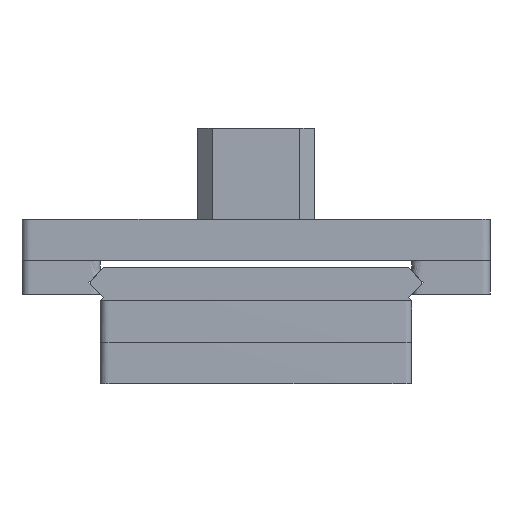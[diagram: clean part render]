
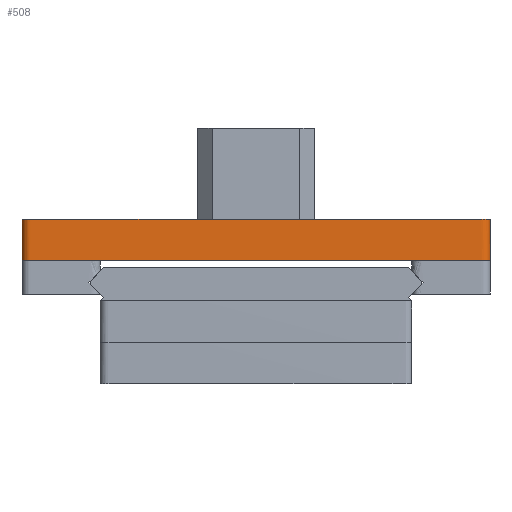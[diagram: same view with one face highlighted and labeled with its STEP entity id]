
A CAD part, front view. The second image highlights one B-rep face of the part: STEP entity #508.
In plain terms, the highlighted free-form (B-spline) face has degree [2, 1] with [9, 2] control points.
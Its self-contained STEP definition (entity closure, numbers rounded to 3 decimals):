
#508=ADVANCED_FACE('',(#1227),#7835,.T.);
#1227=FACE_OUTER_BOUND('',#1941,.T.);
#1941=EDGE_LOOP('',(#4199,#4200,#4201,#4202));
#4199=ORIENTED_EDGE('',*,*,#5408,.F.);
#4200=ORIENTED_EDGE('',*,*,#5406,.T.);
#4201=ORIENTED_EDGE('',*,*,#5449,.F.);
#4202=ORIENTED_EDGE('',*,*,#5448,.F.);
#5406=EDGE_CURVE('',#7379,#7378,#6588,.T.);
#5408=EDGE_CURVE('',#7379,#7406,#6590,.T.);
#5448=EDGE_CURVE('',#7406,#7407,#6618,.T.);
#5449=EDGE_CURVE('',#7407,#7378,#6619,.T.);
#6588=(
BOUNDED_CURVE()
B_SPLINE_CURVE(1,(#26756,#26757),.UNSPECIFIED.,.F.,.F.)
B_SPLINE_CURVE_WITH_KNOTS((2,2),(0.,15.),.UNSPECIFIED.)
CURVE()
GEOMETRIC_REPRESENTATION_ITEM()
RATIONAL_B_SPLINE_CURVE((1.,1.))
REPRESENTATION_ITEM('')
);
#6590=(
BOUNDED_CURVE()
B_SPLINE_CURVE(2,(#26767,#26768,#26769,#26770,#26771,#26772,#26773,#26774,
#26775),.UNSPECIFIED.,.F.,.F.)
B_SPLINE_CURVE_WITH_KNOTS((3,2,2,2,3),(-533.45,-528.737,
-365.437,-360.725,-266.725),.UNSPECIFIED.)
CURVE()
GEOMETRIC_REPRESENTATION_ITEM()
RATIONAL_B_SPLINE_CURVE((1.,0.707,1.,1.,1.,0.707,
1.,1.,1.))
REPRESENTATION_ITEM('')
);
#6618=(
BOUNDED_CURVE()
B_SPLINE_CURVE(1,(#26944,#26945),.UNSPECIFIED.,.F.,.F.)
B_SPLINE_CURVE_WITH_KNOTS((2,2),(0.,15.),.UNSPECIFIED.)
CURVE()
GEOMETRIC_REPRESENTATION_ITEM()
RATIONAL_B_SPLINE_CURVE((1.,1.))
REPRESENTATION_ITEM('')
);
#6619=(
BOUNDED_CURVE()
B_SPLINE_CURVE(2,(#26946,#26947,#26948,#26949,#26950,#26951,#26952,#26953,
#26954),.UNSPECIFIED.,.F.,.F.)
B_SPLINE_CURVE_WITH_KNOTS((3,2,2,2,3),(266.725,360.725,
365.437,528.737,533.45),.UNSPECIFIED.)
CURVE()
GEOMETRIC_REPRESENTATION_ITEM()
RATIONAL_B_SPLINE_CURVE((1.,1.,1.,0.707,1.,1.,1.,0.707,
1.))
REPRESENTATION_ITEM('')
);
#7378=VERTEX_POINT('',#26708);
#7379=VERTEX_POINT('',#26709);
#7406=VERTEX_POINT('',#26736);
#7407=VERTEX_POINT('',#26737);
#7835=(
BOUNDED_SURFACE()
B_SPLINE_SURFACE(2,1,((#26415,#26416),(#26417,#26418),(#26419,#26420),(#26421,
#26422),(#26423,#26424),(#26425,#26426),(#26427,#26428),(#26429,#26430),
(#26431,#26432)),.UNSPECIFIED.,.F.,.F.,.F.)
B_SPLINE_SURFACE_WITH_KNOTS((3,2,2,2,3),(2,2),(266.725,360.725,
365.437,528.737,533.45),(0.,15.),
 .UNSPECIFIED.)
GEOMETRIC_REPRESENTATION_ITEM()
RATIONAL_B_SPLINE_SURFACE(((1.,1.),(1.,1.),(1.,1.),(0.707,0.707),
(1.,1.),(1.,1.),(1.,1.),(0.707,0.707),(1.,1.)))
REPRESENTATION_ITEM('')
SURFACE()
);
#26415=CARTESIAN_POINT('',(265.35,268.,44.5));
#26416=CARTESIAN_POINT('',(265.35,268.,59.5));
#26417=CARTESIAN_POINT('',(265.35,221.,44.5));
#26418=CARTESIAN_POINT('',(265.35,221.,59.5));
#26419=CARTESIAN_POINT('',(265.35,174.,44.5));
#26420=CARTESIAN_POINT('',(265.35,174.,59.5));
#26421=CARTESIAN_POINT('',(265.35,171.,44.5));
#26422=CARTESIAN_POINT('',(265.35,171.,59.5));
#26423=CARTESIAN_POINT('',(268.35,171.,44.5));
#26424=CARTESIAN_POINT('',(268.35,171.,59.5));
#26425=CARTESIAN_POINT('',(350.,171.,44.5));
#26426=CARTESIAN_POINT('',(350.,171.,59.5));
#26427=CARTESIAN_POINT('',(431.65,171.,44.5));
#26428=CARTESIAN_POINT('',(431.65,171.,59.5));
#26429=CARTESIAN_POINT('',(434.65,171.,44.5));
#26430=CARTESIAN_POINT('',(434.65,171.,59.5));
#26431=CARTESIAN_POINT('',(434.65,174.,44.5));
#26432=CARTESIAN_POINT('',(434.65,174.,59.5));
#26708=CARTESIAN_POINT('',(434.65,174.,59.5));
#26709=CARTESIAN_POINT('',(434.65,174.,44.5));
#26736=CARTESIAN_POINT('',(265.35,268.,44.5));
#26737=CARTESIAN_POINT('',(265.35,268.,59.5));
#26756=CARTESIAN_POINT('',(434.65,174.,44.5));
#26757=CARTESIAN_POINT('',(434.65,174.,59.5));
#26767=CARTESIAN_POINT('',(434.65,174.,44.5));
#26768=CARTESIAN_POINT('',(434.65,171.,44.5));
#26769=CARTESIAN_POINT('',(431.65,171.,44.5));
#26770=CARTESIAN_POINT('',(350.,171.,44.5));
#26771=CARTESIAN_POINT('',(268.35,171.,44.5));
#26772=CARTESIAN_POINT('',(265.35,171.,44.5));
#26773=CARTESIAN_POINT('',(265.35,174.,44.5));
#26774=CARTESIAN_POINT('',(265.35,221.,44.5));
#26775=CARTESIAN_POINT('',(265.35,268.,44.5));
#26944=CARTESIAN_POINT('',(265.35,268.,44.5));
#26945=CARTESIAN_POINT('',(265.35,268.,59.5));
#26946=CARTESIAN_POINT('',(265.35,268.,59.5));
#26947=CARTESIAN_POINT('',(265.35,221.,59.5));
#26948=CARTESIAN_POINT('',(265.35,174.,59.5));
#26949=CARTESIAN_POINT('',(265.35,171.,59.5));
#26950=CARTESIAN_POINT('',(268.35,171.,59.5));
#26951=CARTESIAN_POINT('',(350.,171.,59.5));
#26952=CARTESIAN_POINT('',(431.65,171.,59.5));
#26953=CARTESIAN_POINT('',(434.65,171.,59.5));
#26954=CARTESIAN_POINT('',(434.65,174.,59.5));
